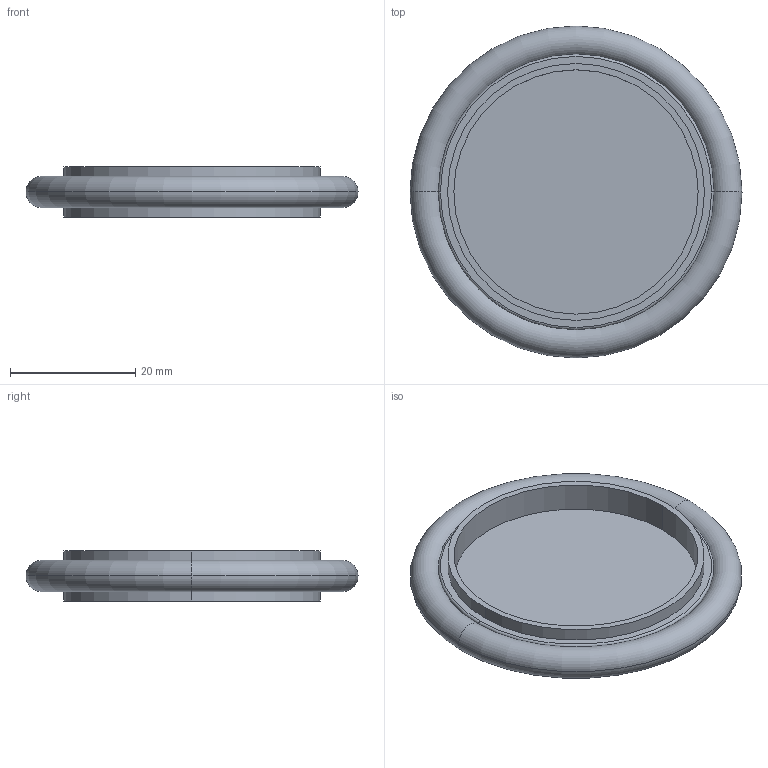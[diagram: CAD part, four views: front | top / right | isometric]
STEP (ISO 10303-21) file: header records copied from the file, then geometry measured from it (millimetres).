
FILE_DESCRIPTION (( 'STEP AP214' ), '1' );
FILE_NAME ('122ZRS040.stp', '2017-04-13T09:39:11', ( '' ), ( '' ), 'SwSTEP 2.0', 'SolidWorks 2015', '' );
FILE_SCHEMA (( 'AUTOMOTIVE_DESIGN' ));
Length unit declared in the file: millimetre
Products named in the file (1): 122ZRS040
Bounding box: 53 x 53 x 8 mm (x, y, z)
Volume: 8200.6 mm3; surface area: 7065.2 mm2
Topology: 2 solids, 2 shells, 26 faces, 50 edges, 30 vertices
Faces by surface type: torus 12, cylinder 8, plane 6
Entity records: 1009 total; most frequent: DIRECTION 146, CARTESIAN_POINT 107, ORIENTED_EDGE 100, AXIS2_PLACEMENT_3D 69, EDGE_CURVE 50, CIRCLE 42, VERTEX_POINT 30, UNCERTAINTY_MEASURE_WITH_UNIT 30
